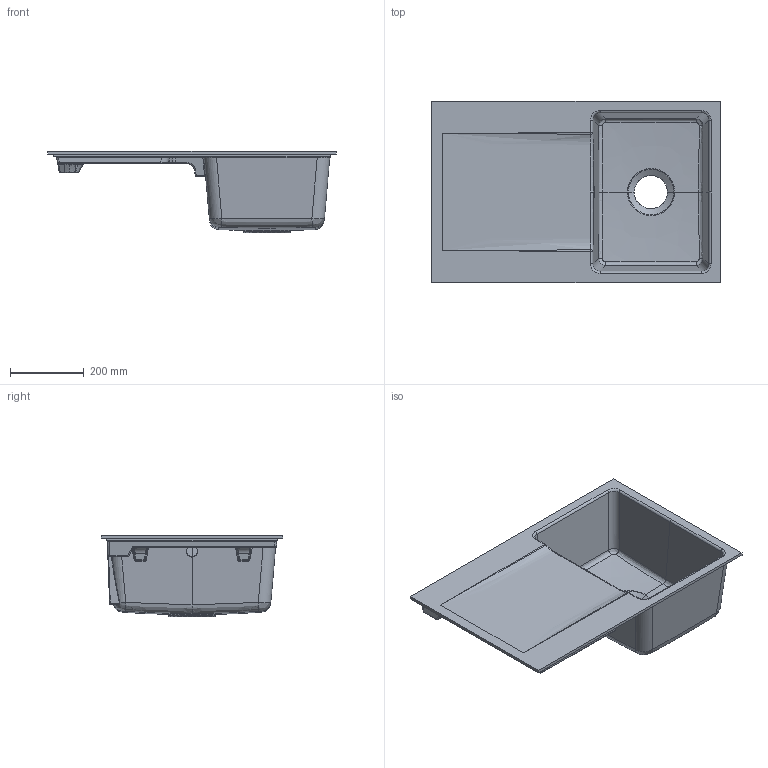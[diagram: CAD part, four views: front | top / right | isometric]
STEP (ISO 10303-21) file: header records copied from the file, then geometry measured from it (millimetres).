
FILE_DESCRIPTION(/* description */ (''),/* implementation_level */ '2;1');
FILE_NAME(/* name */ '33340F_33341F_33342F.stp',/* time_stamp */ '2022-07-12T08:58:56+02:00',/* author */ (''),/* organization */ (''),/* preprocessor_version */ 'ST-DEVELOPER v18.1',/* originating_system */ 'SIEMENS PLM Software NX 1973',/* authorisation */ '');
FILE_SCHEMA (('AUTOMOTIVE_DESIGN { 1 0 10303 214 3 1 1 1 }'));
Length unit declared in the file: millimetre
Products named in the file (1): rupp63C8EE96w7ta
Bounding box: 780 x 490 x 220 mm (x, y, z)
Volume: 10185260.9 mm3; surface area: 1330142.7 mm2
Topology: 1 solids, 1 shells, 411 faces, 964 edges, 536 vertices
Faces by surface type: bspline 180, cylinder 117, plane 71, torus 17, sphere 16, cone 10
Full cylindrical faces by diameter (mm): 30 x1, 90 x1
Entity records: 17927 total; most frequent: CARTESIAN_POINT 9668, ORIENTED_EDGE 1866, DIRECTION 1556, EDGE_CURVE 933, AXIS2_PLACEMENT_3D 637, VERTEX_POINT 529, EDGE_LOOP 420, ADVANCED_FACE 411
